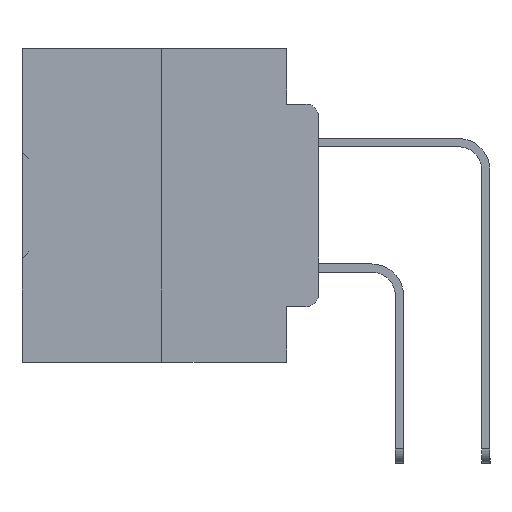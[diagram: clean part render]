
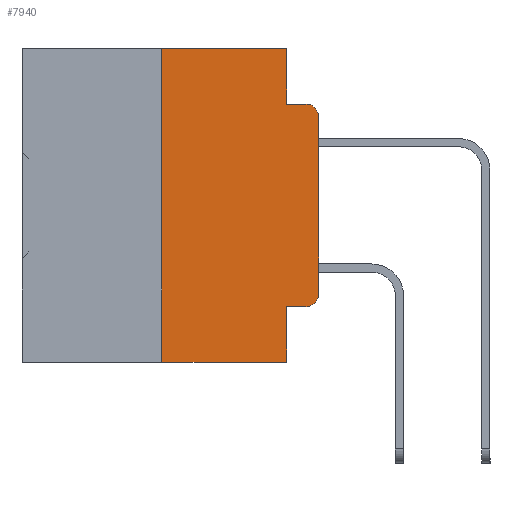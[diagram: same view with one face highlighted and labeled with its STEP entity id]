
A CAD part, left-side view. The second image highlights one B-rep face of the part: STEP entity #7940.
In plain terms, the highlighted planar face has unit normal (-1, 0, 0).
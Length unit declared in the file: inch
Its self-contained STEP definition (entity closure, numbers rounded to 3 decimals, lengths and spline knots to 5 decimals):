
#168 = CARTESIAN_POINT ( 'NONE',  ( 0., 0.02, -0.3915 ) ) ;
#309 = CIRCLE ( 'NONE', #8930, 0.02 ) ;
#326 = ORIENTED_EDGE ( 'NONE', *, *, #6221, .T. ) ;
#674 = EDGE_CURVE ( 'NONE', #19412, #17748, #26026, .T. ) ;
#1226 = CARTESIAN_POINT ( 'NONE',  ( 0., 0.473, 0. ) ) ;
#1263 = VECTOR ( 'NONE', #20247, 39.37008 ) ;
#1382 = VERTEX_POINT ( 'NONE', #34195 ) ;
#1517 = CARTESIAN_POINT ( 'NONE',  ( 0., 0.051, -0.4115 ) ) ;
#1671 = VERTEX_POINT ( 'NONE', #16947 ) ;
#2483 = VERTEX_POINT ( 'NONE', #14692 ) ;
#3206 = CARTESIAN_POINT ( 'NONE',  ( 0., 0.25, 0. ) ) ;
#3258 = DIRECTION ( 'NONE',  ( 0., 0., -1. ) ) ;
#4371 = EDGE_CURVE ( 'NONE', #31939, #1671, #25282, .T. ) ;
#4428 = AXIS2_PLACEMENT_3D ( 'NONE', #27264, #18279, #39157 ) ;
#4792 = ORIENTED_EDGE ( 'NONE', *, *, #4371, .F. ) ;
#4902 = VERTEX_POINT ( 'NONE', #38705 ) ;
#5005 = CARTESIAN_POINT ( 'NONE',  ( 0., 0.051, -0.5 ) ) ;
#6221 = EDGE_CURVE ( 'NONE', #4902, #14040, #309, .T. ) ;
#6376 = EDGE_CURVE ( 'NONE', #1671, #28374, #10822, .T. ) ;
#6770 = DIRECTION ( 'NONE',  ( 0., -1., 0. ) ) ;
#6812 = ORIENTED_EDGE ( 'NONE', *, *, #31555, .T. ) ;
#7833 = VECTOR ( 'NONE', #6770, 39.37008 ) ;
#7940 = ADVANCED_FACE ( 'NONE', ( #36156 ), #36178, .F. ) ;
#8235 = EDGE_CURVE ( 'NONE', #1382, #4902, #31977, .T. ) ;
#8930 = AXIS2_PLACEMENT_3D ( 'NONE', #168, #21571, #3258 ) ;
#9170 = ORIENTED_EDGE ( 'NONE', *, *, #6376, .F. ) ;
#9532 = CARTESIAN_POINT ( 'NONE',  ( 0., 0., 0. ) ) ;
#10037 = CARTESIAN_POINT ( 'NONE',  ( 0., 0.051, -0.0885 ) ) ;
#10580 = LINE ( 'NONE', #9532, #33743 ) ;
#10822 = LINE ( 'NONE', #10037, #26102 ) ;
#11866 = ORIENTED_EDGE ( 'NONE', *, *, #20831, .F. ) ;
#13722 = CARTESIAN_POINT ( 'NONE',  ( 0., 0.02, -0.1085 ) ) ;
#13931 = CARTESIAN_POINT ( 'NONE',  ( 0., 0.051, 0. ) ) ;
#14040 = VERTEX_POINT ( 'NONE', #32302 ) ;
#14568 = DIRECTION ( 'NONE',  ( 0., 0., -1. ) ) ;
#14619 = CARTESIAN_POINT ( 'NONE',  ( 0., 0.051, 0. ) ) ;
#14692 = CARTESIAN_POINT ( 'NONE',  ( 0., 0.25, 0. ) ) ;
#16801 = DIRECTION ( 'NONE',  ( 0., 0., -1. ) ) ;
#16915 = VECTOR ( 'NONE', #22918, 39.37008 ) ;
#16947 = CARTESIAN_POINT ( 'NONE',  ( 0., 0.051, -0.0885 ) ) ;
#16958 = AXIS2_PLACEMENT_3D ( 'NONE', #13722, #34773, #16801 ) ;
#17748 = VERTEX_POINT ( 'NONE', #5005 ) ;
#18279 = DIRECTION ( 'NONE',  ( 1., 0., 0. ) ) ;
#18700 = DIRECTION ( 'NONE',  ( 0., 0., 1. ) ) ;
#19412 = VERTEX_POINT ( 'NONE', #22290 ) ;
#20247 = DIRECTION ( 'NONE',  ( 0., 0., -1. ) ) ;
#20831 = EDGE_CURVE ( 'NONE', #1382, #17748, #33507, .T. ) ;
#21515 = DIRECTION ( 'NONE',  ( 0., 0., 1. ) ) ;
#21571 = DIRECTION ( 'NONE',  ( -1., 0., 0. ) ) ;
#22290 = CARTESIAN_POINT ( 'NONE',  ( 0., 0.25, -0.5 ) ) ;
#22368 = DIRECTION ( 'NONE',  ( 0., -1., 0. ) ) ;
#22625 = ORIENTED_EDGE ( 'NONE', *, *, #23398, .F. ) ;
#22918 = DIRECTION ( 'NONE',  ( 0., -1., 0. ) ) ;
#22939 = EDGE_CURVE ( 'NONE', #2483, #31939, #24250, .T. ) ;
#23398 = EDGE_CURVE ( 'NONE', #19412, #2483, #32111, .T. ) ;
#24250 = LINE ( 'NONE', #1226, #38165 ) ;
#25282 = LINE ( 'NONE', #13931, #33154 ) ;
#26026 = LINE ( 'NONE', #31183, #7833 ) ;
#26102 = VECTOR ( 'NONE', #22368, 39.37008 ) ;
#26930 = EDGE_LOOP ( 'NONE', ( #6812, #37338, #9170, #4792, #34354, #22625, #29907, #11866, #27103, #326 ) ) ;
#27103 = ORIENTED_EDGE ( 'NONE', *, *, #8235, .T. ) ;
#27264 = CARTESIAN_POINT ( 'NONE',  ( 0., 0.473, 0. ) ) ;
#27634 = CIRCLE ( 'NONE', #16958, 0.02 ) ;
#28374 = VERTEX_POINT ( 'NONE', #31605 ) ;
#28999 = VERTEX_POINT ( 'NONE', #37213 ) ;
#29907 = ORIENTED_EDGE ( 'NONE', *, *, #674, .T. ) ;
#30265 = VECTOR ( 'NONE', #21515, 39.37008 ) ;
#31183 = CARTESIAN_POINT ( 'NONE',  ( 0., 0.473, -0.5 ) ) ;
#31555 = EDGE_CURVE ( 'NONE', #14040, #28999, #10580, .T. ) ;
#31605 = CARTESIAN_POINT ( 'NONE',  ( 0., 0.02, -0.0885 ) ) ;
#31939 = VERTEX_POINT ( 'NONE', #14619 ) ;
#31977 = LINE ( 'NONE', #1517, #16915 ) ;
#32111 = LINE ( 'NONE', #3206, #30265 ) ;
#32302 = CARTESIAN_POINT ( 'NONE',  ( 0., 0., -0.3915 ) ) ;
#33154 = VECTOR ( 'NONE', #14568, 39.37008 ) ;
#33507 = LINE ( 'NONE', #35124, #1263 ) ;
#33524 = EDGE_CURVE ( 'NONE', #28999, #28374, #27634, .T. ) ;
#33743 = VECTOR ( 'NONE', #18700, 39.37008 ) ;
#34195 = CARTESIAN_POINT ( 'NONE',  ( 0., 0.051, -0.4115 ) ) ;
#34354 = ORIENTED_EDGE ( 'NONE', *, *, #22939, .F. ) ;
#34773 = DIRECTION ( 'NONE',  ( -1., 0., 0. ) ) ;
#35124 = CARTESIAN_POINT ( 'NONE',  ( 0., 0.051, 0. ) ) ;
#36156 = FACE_OUTER_BOUND ( 'NONE', #26930, .T. ) ;
#36178 = PLANE ( 'NONE',  #4428 ) ;
#37213 = CARTESIAN_POINT ( 'NONE',  ( 0., 0., -0.1085 ) ) ;
#37338 = ORIENTED_EDGE ( 'NONE', *, *, #33524, .T. ) ;
#37455 = DIRECTION ( 'NONE',  ( 0., -1., 0. ) ) ;
#38165 = VECTOR ( 'NONE', #37455, 39.37008 ) ;
#38705 = CARTESIAN_POINT ( 'NONE',  ( 0., 0.02, -0.4115 ) ) ;
#39157 = DIRECTION ( 'NONE',  ( 0., 0., -1. ) ) ;
